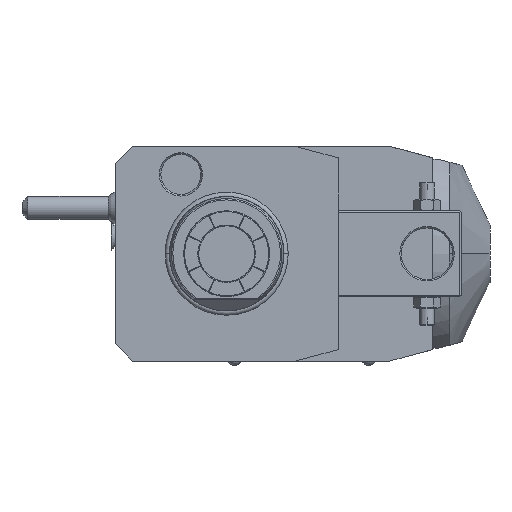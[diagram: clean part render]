
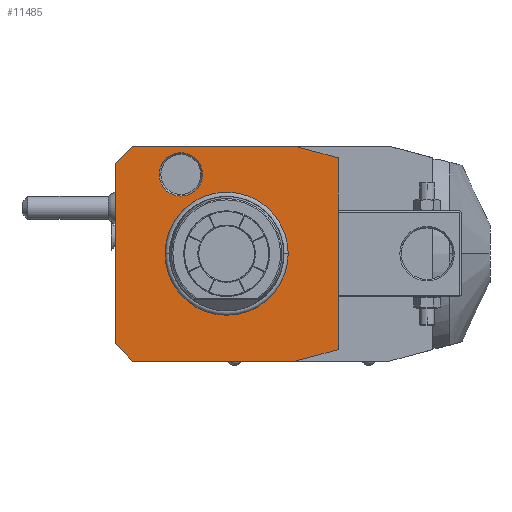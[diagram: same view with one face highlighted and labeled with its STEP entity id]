
A CAD part, front view. The second image highlights one B-rep face of the part: STEP entity #11485.
In plain terms, the highlighted planar face has unit normal (0, -1, 0).
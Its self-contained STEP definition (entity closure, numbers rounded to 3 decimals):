
#356=DIRECTION('',(1.,0.,0.));
#357=VECTOR('',#356,57.);
#358=CARTESIAN_POINT('',(-33.,0.,-37.5));
#359=LINE('',#358,#357);
#360=DIRECTION('',(0.707,0.,-0.707));
#361=VECTOR('',#360,8.485);
#362=CARTESIAN_POINT('',(-39.,0.,-31.5));
#363=LINE('',#362,#361);
#364=DIRECTION('',(0.,0.,-1.));
#365=VECTOR('',#364,63.);
#366=CARTESIAN_POINT('',(-39.,0.,31.5));
#367=LINE('',#366,#365);
#368=DIRECTION('',(-0.707,0.,-0.707));
#369=VECTOR('',#368,8.485);
#370=CARTESIAN_POINT('',(-33.,0.,37.5));
#371=LINE('',#370,#369);
#372=DIRECTION('',(-1.,0.,0.));
#373=VECTOR('',#372,57.);
#374=CARTESIAN_POINT('',(24.,0.,37.5));
#375=LINE('',#374,#373);
#376=DIRECTION('',(-0.966,0.,0.259));
#377=VECTOR('',#376,15.529);
#378=CARTESIAN_POINT('',(39.,0.,33.481));
#379=LINE('',#378,#377);
#380=DIRECTION('',(0.,0.,1.));
#381=VECTOR('',#380,66.962);
#382=CARTESIAN_POINT('',(39.,0.,-33.481));
#383=LINE('',#382,#381);
#384=DIRECTION('',(0.966,0.,0.259));
#385=VECTOR('',#384,15.529);
#386=CARTESIAN_POINT('',(24.,0.,-37.5));
#387=LINE('',#386,#385);
#388=CARTESIAN_POINT('',(-16.,0.,27.713));
#389=DIRECTION('',(0.,1.,0.));
#390=DIRECTION('',(1.,0.,0.));
#391=AXIS2_PLACEMENT_3D('',#388,#389,#390);
#393=CARTESIAN_POINT('',(-16.,0.,27.713));
#394=DIRECTION('',(0.,1.,0.));
#395=DIRECTION('',(-1.,0.,0.));
#396=AXIS2_PLACEMENT_3D('',#393,#394,#395);
#3394=CARTESIAN_POINT('',(0.,0.,0.));
#3395=DIRECTION('',(0.,-1.,0.));
#3396=DIRECTION('',(1.,0.,0.));
#3397=AXIS2_PLACEMENT_3D('',#3394,#3395,#3396);
#3399=CARTESIAN_POINT('',(0.,0.,0.));
#3400=DIRECTION('',(0.,-1.,0.));
#3401=DIRECTION('',(-1.,0.,0.));
#3402=AXIS2_PLACEMENT_3D('',#3399,#3400,#3401);
#10019=CARTESIAN_POINT('',(-8.423,0.,27.713));
#10020=CARTESIAN_POINT('',(-23.577,0.,27.713));
#10021=VERTEX_POINT('',#10019);
#10022=VERTEX_POINT('',#10020);
#10959=CARTESIAN_POINT('',(-33.,0.,-37.5));
#10960=CARTESIAN_POINT('',(24.,0.,-37.5));
#10961=VERTEX_POINT('',#10959);
#10962=VERTEX_POINT('',#10960);
#10963=CARTESIAN_POINT('',(39.,0.,-33.481));
#10964=VERTEX_POINT('',#10963);
#10965=CARTESIAN_POINT('',(39.,0.,33.481));
#10966=VERTEX_POINT('',#10965);
#10967=CARTESIAN_POINT('',(24.,0.,37.5));
#10968=VERTEX_POINT('',#10967);
#10969=CARTESIAN_POINT('',(-33.,0.,37.5));
#10970=VERTEX_POINT('',#10969);
#10971=CARTESIAN_POINT('',(-39.,0.,31.5));
#10972=VERTEX_POINT('',#10971);
#10973=CARTESIAN_POINT('',(-39.,0.,-31.5));
#10974=VERTEX_POINT('',#10973);
#11015=CARTESIAN_POINT('',(21.137,0.,0.));
#11016=CARTESIAN_POINT('',(-21.137,0.,0.));
#11017=VERTEX_POINT('',#11015);
#11018=VERTEX_POINT('',#11016);
#11453=CARTESIAN_POINT('',(0.,0.,0.));
#11454=DIRECTION('',(0.,-1.,0.));
#11455=DIRECTION('',(-1.,0.,0.));
#11456=AXIS2_PLACEMENT_3D('',#11453,#11454,#11455);
#11457=PLANE('',#11456);
#11458=ORIENTED_EDGE('',*,*,#11401,.F.);
#11460=ORIENTED_EDGE('',*,*,#11459,.F.);
#11462=ORIENTED_EDGE('',*,*,#11461,.F.);
#11464=ORIENTED_EDGE('',*,*,#11463,.F.);
#11465=ORIENTED_EDGE('',*,*,#11292,.F.);
#11467=ORIENTED_EDGE('',*,*,#11466,.F.);
#11469=ORIENTED_EDGE('',*,*,#11468,.F.);
#11470=ORIENTED_EDGE('',*,*,#11445,.F.);
#11471=EDGE_LOOP('',(#11458,#11460,#11462,#11464,#11465,#11467,#11469,#11470));
#11472=FACE_OUTER_BOUND('',#11471,.F.);
#11474=ORIENTED_EDGE('',*,*,#11473,.T.);
#11476=ORIENTED_EDGE('',*,*,#11475,.T.);
#11477=EDGE_LOOP('',(#11474,#11476));
#11478=FACE_BOUND('',#11477,.F.);
#11480=ORIENTED_EDGE('',*,*,#11479,.F.);
#11482=ORIENTED_EDGE('',*,*,#11481,.F.);
#11483=EDGE_LOOP('',(#11480,#11482));
#11484=FACE_BOUND('',#11483,.F.);
#392=CIRCLE('',#391,7.577);
#397=CIRCLE('',#396,7.577);
#3398=CIRCLE('',#3397,21.137);
#3403=CIRCLE('',#3402,21.137);
#11292=EDGE_CURVE('',#10968,#10970,#375,.T.);
#11401=EDGE_CURVE('',#10961,#10962,#359,.T.);
#11445=EDGE_CURVE('',#10962,#10964,#387,.T.);
#11459=EDGE_CURVE('',#10974,#10961,#363,.T.);
#11461=EDGE_CURVE('',#10972,#10974,#367,.T.);
#11463=EDGE_CURVE('',#10970,#10972,#371,.T.);
#11466=EDGE_CURVE('',#10966,#10968,#379,.T.);
#11468=EDGE_CURVE('',#10964,#10966,#383,.T.);
#11473=EDGE_CURVE('',#11017,#11018,#3398,.T.);
#11475=EDGE_CURVE('',#11018,#11017,#3403,.T.);
#11479=EDGE_CURVE('',#10021,#10022,#392,.T.);
#11481=EDGE_CURVE('',#10022,#10021,#397,.T.);
#11485=ADVANCED_FACE('',(#11472,#11478,#11484),#11457,.T.);
